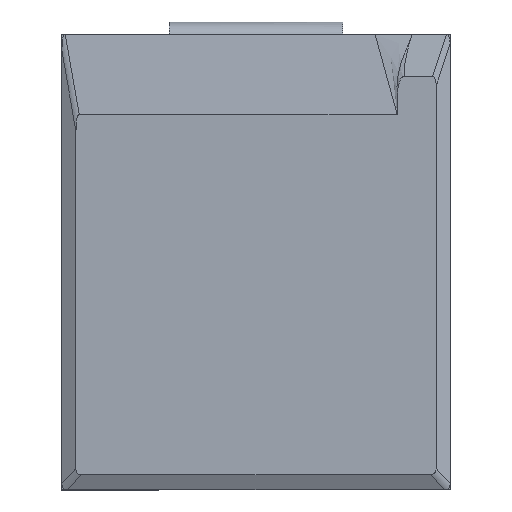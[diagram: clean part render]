
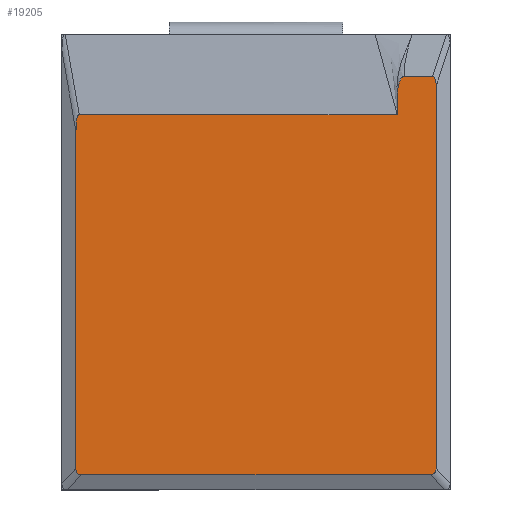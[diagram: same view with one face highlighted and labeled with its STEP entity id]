
A CAD part, top view. The second image highlights one B-rep face of the part: STEP entity #19205.
In plain terms, the highlighted face is planar.
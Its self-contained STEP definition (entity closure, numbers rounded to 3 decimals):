
#27=ELLIPSE('',#20532,10.325,1.);
#28=ELLIPSE('',#20533,2.798,1.);
#29=ELLIPSE('',#20534,2.798,1.);
#30=ELLIPSE('',#20535,5.7,1.);
#51=B_SPLINE_CURVE_WITH_KNOTS('',3,(#31019,#31020,#31021,#31022,#31023,
#31024,#31025,#31026,#31027,#31028,#31029,#31030,#31031,#31032),
 .UNSPECIFIED.,.F.,.F.,(4,2,2,2,2,2,4),(-0.167,-0.119,
-0.078,-0.034,-0.014,-0.007,
0.),.UNSPECIFIED.);
#1503=FACE_OUTER_BOUND('',#2472,.T.);
#2472=EDGE_LOOP('',(#17257,#17258,#17259,#17260,#17261,#17262,#17263,#17264,
#17265,#17266,#17267));
#4849=LINE('',#31063,#7262);
#4852=LINE('',#31069,#7265);
#4853=LINE('',#31071,#7266);
#4854=LINE('',#31075,#7267);
#4855=LINE('',#31079,#7268);
#4856=LINE('',#31083,#7269);
#7262=VECTOR('',#25433,10.);
#7265=VECTOR('',#25438,10.);
#7266=VECTOR('',#25439,10.);
#7267=VECTOR('',#25442,10.);
#7268=VECTOR('',#25445,10.);
#7269=VECTOR('',#25448,10.);
#9079=VERTEX_POINT('',#31017);
#9080=VERTEX_POINT('',#31018);
#9082=VERTEX_POINT('',#31062);
#9084=VERTEX_POINT('',#31068);
#9085=VERTEX_POINT('',#31070);
#9086=VERTEX_POINT('',#31072);
#9087=VERTEX_POINT('',#31074);
#9088=VERTEX_POINT('',#31076);
#9089=VERTEX_POINT('',#31078);
#9090=VERTEX_POINT('',#31080);
#9091=VERTEX_POINT('',#31082);
#11816=EDGE_CURVE('',#9079,#9080,#51,.T.);
#11819=EDGE_CURVE('',#9080,#9082,#4849,.T.);
#11822=EDGE_CURVE('',#9084,#9079,#4852,.T.);
#11823=EDGE_CURVE('',#9085,#9084,#4853,.T.);
#11824=EDGE_CURVE('',#9086,#9085,#27,.T.);
#11825=EDGE_CURVE('',#9087,#9086,#4854,.T.);
#11826=EDGE_CURVE('',#9088,#9087,#28,.T.);
#11827=EDGE_CURVE('',#9089,#9088,#4855,.T.);
#11828=EDGE_CURVE('',#9090,#9089,#29,.T.);
#11829=EDGE_CURVE('',#9091,#9090,#4856,.T.);
#11830=EDGE_CURVE('',#9082,#9091,#30,.T.);
#17257=ORIENTED_EDGE('',*,*,#11816,.F.);
#17258=ORIENTED_EDGE('',*,*,#11822,.F.);
#17259=ORIENTED_EDGE('',*,*,#11823,.F.);
#17260=ORIENTED_EDGE('',*,*,#11824,.F.);
#17261=ORIENTED_EDGE('',*,*,#11825,.F.);
#17262=ORIENTED_EDGE('',*,*,#11826,.F.);
#17263=ORIENTED_EDGE('',*,*,#11827,.F.);
#17264=ORIENTED_EDGE('',*,*,#11828,.F.);
#17265=ORIENTED_EDGE('',*,*,#11829,.F.);
#17266=ORIENTED_EDGE('',*,*,#11830,.F.);
#17267=ORIENTED_EDGE('',*,*,#11819,.F.);
#18253=PLANE('',#20531);
#19205=ADVANCED_FACE('',(#1503),#18253,.T.);
#20531=AXIS2_PLACEMENT_3D('',#31067,#25436,#25437);
#20532=AXIS2_PLACEMENT_3D('',#31073,#25440,#25441);
#20533=AXIS2_PLACEMENT_3D('',#31077,#25443,#25444);
#20534=AXIS2_PLACEMENT_3D('',#31081,#25446,#25447);
#20535=AXIS2_PLACEMENT_3D('',#31084,#25449,#25450);
#25433=DIRECTION('',(-1.,0.,0.));
#25436=DIRECTION('center_axis',(0.,1.,0.));
#25437=DIRECTION('ref_axis',(0.,0.,
1.));
#25438=DIRECTION('',(0.,0.,1.));
#25439=DIRECTION('',(-1.,0.,0.));
#25440=DIRECTION('center_axis',(0.,-1.,0.));
#25441=DIRECTION('ref_axis',(0.172,0.,0.985));
#25442=DIRECTION('',(0.,0.,1.));
#25443=DIRECTION('center_axis',(0.,-1.,0.));
#25444=DIRECTION('ref_axis',(0.677,0.,-0.736));
#25445=DIRECTION('',(1.,0.,0.));
#25446=DIRECTION('center_axis',(0.,-1.,0.));
#25447=DIRECTION('ref_axis',(-0.677,0.,-0.736));
#25448=DIRECTION('',(0.,0.,-1.));
#25449=DIRECTION('center_axis',(0.,-1.,0.));
#25450=DIRECTION('ref_axis',(-0.315,0.,0.949));
#31017=CARTESIAN_POINT('',(-11.566,1.83,14.003));
#31018=CARTESIAN_POINT('',(-12.14,1.83,15.864));
#31019=CARTESIAN_POINT('Ctrl Pts',(-11.566,1.83,14.003));
#31020=CARTESIAN_POINT('Ctrl Pts',(-11.566,1.83,14.224));
#31021=CARTESIAN_POINT('Ctrl Pts',(-11.576,1.83,14.448));
#31022=CARTESIAN_POINT('Ctrl Pts',(-11.62,1.83,14.851));
#31023=CARTESIAN_POINT('Ctrl Pts',(-11.652,1.83,15.04));
#31024=CARTESIAN_POINT('Ctrl Pts',(-11.75,1.83,15.408));
#31025=CARTESIAN_POINT('Ctrl Pts',(-11.812,1.83,15.56));
#31026=CARTESIAN_POINT('Ctrl Pts',(-11.913,1.83,15.719));
#31027=CARTESIAN_POINT('Ctrl Pts',(-11.957,1.83,15.779));
#31028=CARTESIAN_POINT('Ctrl Pts',(-12.032,1.83,15.832));
#31029=CARTESIAN_POINT('Ctrl Pts',(-12.053,1.83,15.844));
#31030=CARTESIAN_POINT('Ctrl Pts',(-12.097,1.83,15.86));
#31031=CARTESIAN_POINT('Ctrl Pts',(-12.118,1.83,15.864));
#31032=CARTESIAN_POINT('Ctrl Pts',(-12.14,1.83,15.864));
#31062=CARTESIAN_POINT('',(-14.457,1.83,15.864));
#31063=CARTESIAN_POINT('',(-11.566,1.83,15.864));
#31067=CARTESIAN_POINT('Origin',(-0.661,1.83,-1.106));
#31068=CARTESIAN_POINT('',(-11.566,1.83,12.745));
#31069=CARTESIAN_POINT('',(-11.566,1.83,12.745));
#31070=CARTESIAN_POINT('',(14.478,1.83,12.745));
#31071=CARTESIAN_POINT('',(-14.75,1.83,12.745));
#31072=CARTESIAN_POINT('',(14.75,1.83,11.385));
#31073=CARTESIAN_POINT('Origin',(12.718,1.83,2.573));
#31074=CARTESIAN_POINT('',(14.75,1.83,-16.262));
#31075=CARTESIAN_POINT('',(14.75,1.83,12.745));
#31076=CARTESIAN_POINT('',(14.287,1.83,-16.755));
#31077=CARTESIAN_POINT('Origin',(12.718,1.83,-14.587));
#31078=CARTESIAN_POINT('',(-14.287,1.83,-16.755));
#31079=CARTESIAN_POINT('',(14.75,1.83,-16.755));
#31080=CARTESIAN_POINT('',(-14.75,1.83,-16.262));
#31081=CARTESIAN_POINT('Origin',(-12.718,1.83,-14.587));
#31082=CARTESIAN_POINT('',(-14.75,1.83,15.081));
#31083=CARTESIAN_POINT('',(-14.75,1.83,15.864));
#31084=CARTESIAN_POINT('Origin',(-12.718,1.83,10.445));
